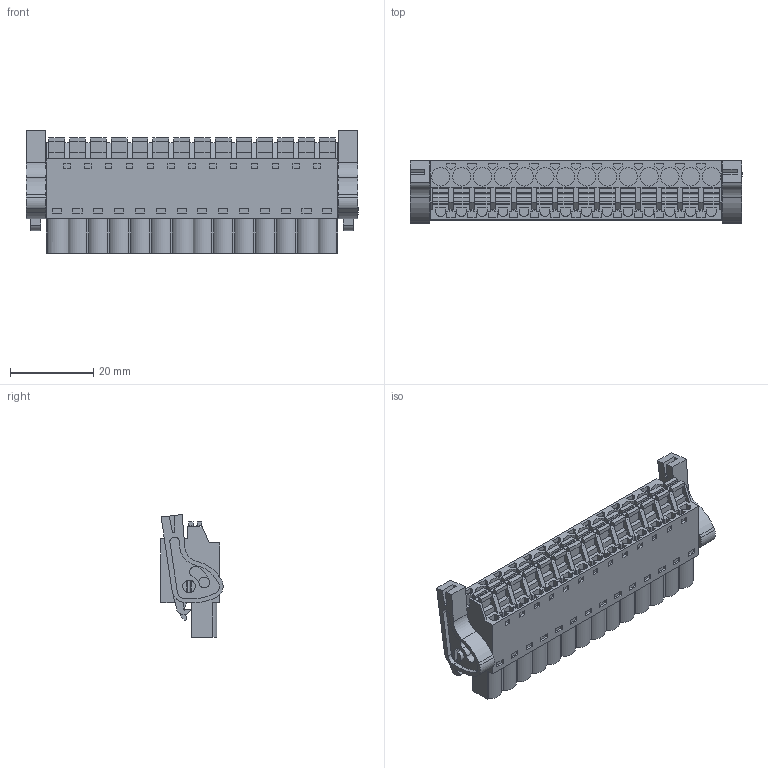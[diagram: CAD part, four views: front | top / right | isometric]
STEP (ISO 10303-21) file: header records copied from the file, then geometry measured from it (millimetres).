
FILE_DESCRIPTION(('CATIA V5 STEP Exchange','CAx-IF Rec.Pracs.--- Model Styling and Organization---1.2---2011-12-15'),'2;1');
FILE_NAME ('D1446668_0_1016280000_1016280000.stp','2017-04-27T12:53:52+00:00',('none'),('Weidmueller'),'CATIA Version 5-6 Release 2014','CATIA V5 STEP AP214','none');
FILE_SCHEMA(('AUTOMOTIVE_DESIGN { 1 0 10303 214 1 1 1 1 }'));
Length unit declared in the file: millimetre
Products named in the file (1): 1016280000
Bounding box: 79.7 x 14.96 x 29.52 mm (x, y, z)
Volume: 18651.6 mm3; surface area: 11046.3 mm2
Topology: 17 solids, 17 shells, 1289 faces, 3729 edges, 2595 vertices
Faces by surface type: plane 1117, cylinder 168, extrusion 4
Entity records: 41354 total; most frequent: CARTESIAN_POINT 7540, ORIENTED_EDGE 7458, DIRECTION 5369, EDGE_CURVE 3729, VECTOR 3346, LINE 3342, VERTEX_POINT 2595, EDGE_LOOP 1444
